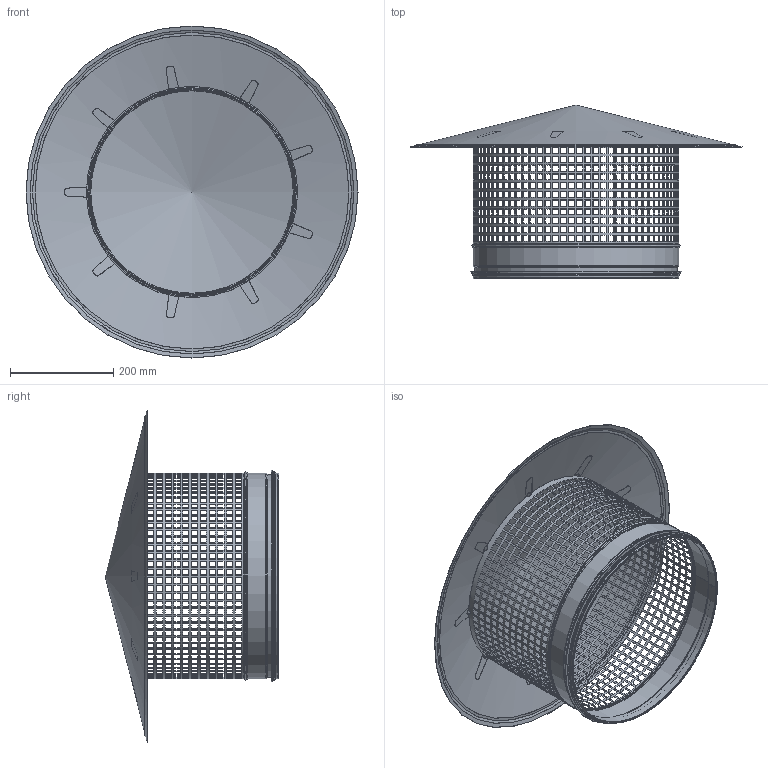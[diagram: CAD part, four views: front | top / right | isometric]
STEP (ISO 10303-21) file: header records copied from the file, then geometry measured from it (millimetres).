
FILE_DESCRIPTION(/* description */ ('Takhatt'),/* implementation_level */ '2;1');
FILE_NAME(/* name */ 'NA10009.stp',/* time_stamp */ '2016-11-28T03:41:32-08:00',/* author */ ('CAD'),/* organization */ (''),/* preprocessor_version */ 'ST-DEVELOPER v16.5',/* originating_system */ 'Autodesk Inventor 2017',/* authorisation */ '');
FILE_SCHEMA (('AUTOMOTIVE_DESIGN { 1 0 10303 214 3 1 1 }'));
Length unit declared in the file: millimetre
Products named in the file (4): HTH-08; HTH-AA-07; HTH-BB-04; 999009
Assembly tree (3 placements, depth 2):
  HTH-08
    HTH-AA-07
    HTH-BB-04
    999009
Bounding box: 642.82 x 336.2 x 642.82 mm (x, y, z)
Volume: 417721.1 mm3; surface area: 1235057.3 mm2
Topology: 3 solids, 3 shells, 4210 faces, 12418 edges, 8197 vertices
Faces by surface type: plane 3936, bspline 126, torus 54, cylinder 50, cone 44
Full cylindrical faces by diameter (mm): 395.2 x1, 397.8 x3, 404.2 x1, 409.2 x1
Entity records: 151602 total; most frequent: CARTESIAN_POINT 27983, ORIENTED_EDGE 24786, DIRECTION 24530, EDGE_CURVE 12393, AXIS2_PLACEMENT_3D 8262, VERTEX_POINT 8195, LINE 8006, VECTOR 8006
